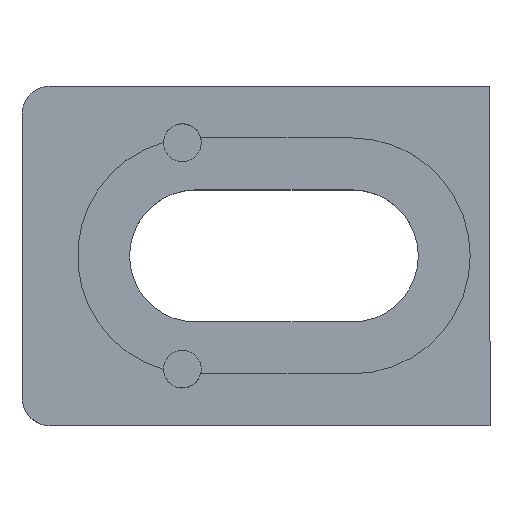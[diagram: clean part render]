
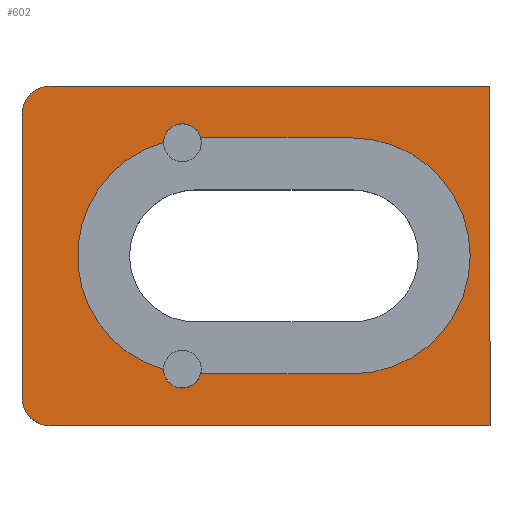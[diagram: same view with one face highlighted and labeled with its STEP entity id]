
A CAD part, top view. The second image highlights one B-rep face of the part: STEP entity #602.
In plain terms, the highlighted planar face has unit normal (0, 0, 1).
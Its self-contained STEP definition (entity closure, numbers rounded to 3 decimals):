
#27 = DIRECTION ( 'NONE',  ( -1., 0., 0. ) ) ;
#35 = CARTESIAN_POINT ( 'NONE',  ( -3.2, -6.25, 5. ) ) ;
#46 = CARTESIAN_POINT ( 'NONE',  ( 12.4, 9., 5. ) ) ;
#50 = ORIENTED_EDGE ( 'NONE', *, *, #838, .F. ) ;
#59 = AXIS2_PLACEMENT_3D ( 'NONE', #656, #1474, #767 ) ;
#66 = VERTEX_POINT ( 'NONE', #1521 ) ;
#71 = EDGE_CURVE ( 'NONE', #384, #66, #1161, .T. ) ;
#88 = ORIENTED_EDGE ( 'NONE', *, *, #733, .T. ) ;
#110 = VERTEX_POINT ( 'NONE', #337 ) ;
#126 = EDGE_LOOP ( 'NONE', ( #833, #88, #1388, #435, #570, #1215 ) ) ;
#133 = CARTESIAN_POINT ( 'NONE',  ( -10.9, 9., 5. ) ) ;
#138 = VERTEX_POINT ( 'NONE', #456 ) ;
#142 = DIRECTION ( 'NONE',  ( 0., 0., 1. ) ) ;
#145 = ORIENTED_EDGE ( 'NONE', *, *, #290, .F. ) ;
#153 = EDGE_CURVE ( 'NONE', #448, #778, #1048, .T. ) ;
#169 = ORIENTED_EDGE ( 'NONE', *, *, #1003, .F. ) ;
#173 = ORIENTED_EDGE ( 'NONE', *, *, #1471, .F. ) ;
#175 = DIRECTION ( 'NONE',  ( 0., 0., 1. ) ) ;
#195 = FACE_BOUND ( 'NONE', #1325, .T. ) ;
#211 = DIRECTION ( 'NONE',  ( 0., -1., 0. ) ) ;
#257 = VECTOR ( 'NONE', #398, 1000. ) ;
#258 = CIRCLE ( 'NONE', #1240, 6.25 ) ;
#286 = CARTESIAN_POINT ( 'NONE',  ( -2.932, 6.25, 5. ) ) ;
#290 = EDGE_CURVE ( 'NONE', #1272, #636, #831, .T. ) ;
#297 = LINE ( 'NONE', #938, #1078 ) ;
#334 = VECTOR ( 'NONE', #1295, 1000. ) ;
#336 = EDGE_CURVE ( 'NONE', #1397, #1200, #468, .T. ) ;
#337 = CARTESIAN_POINT ( 'NONE',  ( -12.4, -7.5, 5. ) ) ;
#350 = DIRECTION ( 'NONE',  ( 0., 1., 0. ) ) ;
#379 = DIRECTION ( 'NONE',  ( -1., 0., 0. ) ) ;
#384 = VERTEX_POINT ( 'NONE', #747 ) ;
#398 = DIRECTION ( 'NONE',  ( 1., 0., 0. ) ) ;
#412 = CARTESIAN_POINT ( 'NONE',  ( -3.9, 6., 5. ) ) ;
#427 = VERTEX_POINT ( 'NONE', #821 ) ;
#435 = ORIENTED_EDGE ( 'NONE', *, *, #1364, .T. ) ;
#439 = CARTESIAN_POINT ( 'NONE',  ( 5.1, 0., 5. ) ) ;
#448 = VERTEX_POINT ( 'NONE', #589 ) ;
#456 = CARTESIAN_POINT ( 'NONE',  ( -12.4, 7.5, 5. ) ) ;
#459 = EDGE_CURVE ( 'NONE', #778, #1397, #297, .T. ) ;
#468 = LINE ( 'NONE', #502, #754 ) ;
#472 = AXIS2_PLACEMENT_3D ( 'NONE', #626, #736, #27 ) ;
#488 = EDGE_CURVE ( 'NONE', #636, #715, #657, .T. ) ;
#502 = CARTESIAN_POINT ( 'NONE',  ( 12.4, 9., 5. ) ) ;
#515 = DIRECTION ( 'NONE',  ( 0., 0., 1. ) ) ;
#538 = DIRECTION ( 'NONE',  ( 1., 0., 0. ) ) ;
#557 = CARTESIAN_POINT ( 'NONE',  ( -3.9, -6., 5. ) ) ;
#566 = DIRECTION ( 'NONE',  ( 1., 0., 0. ) ) ;
#570 = ORIENTED_EDGE ( 'NONE', *, *, #153, .T. ) ;
#575 = LINE ( 'NONE', #1151, #1164 ) ;
#589 = CARTESIAN_POINT ( 'NONE',  ( -10.9, -9., 5. ) ) ;
#602 = ADVANCED_FACE ( 'NONE', ( #195, #1096 ), #1092, .F. ) ;
#615 = AXIS2_PLACEMENT_3D ( 'NONE', #557, #1376, #675 ) ;
#626 = CARTESIAN_POINT ( 'NONE',  ( 12.4, -9., 5. ) ) ;
#636 = VERTEX_POINT ( 'NONE', #1451 ) ;
#656 = CARTESIAN_POINT ( 'NONE',  ( -3.2, 0., 5. ) ) ;
#657 = LINE ( 'NONE', #1415, #334 ) ;
#675 = DIRECTION ( 'NONE',  ( 1., 0., 0. ) ) ;
#680 = ORIENTED_EDGE ( 'NONE', *, *, #71, .F. ) ;
#715 = VERTEX_POINT ( 'NONE', #286 ) ;
#733 = EDGE_CURVE ( 'NONE', #1200, #138, #937, .T. ) ;
#736 = DIRECTION ( 'NONE',  ( 0., 0., -1. ) ) ;
#747 = CARTESIAN_POINT ( 'NONE',  ( -2.932, -6.25, 5. ) ) ;
#754 = VECTOR ( 'NONE', #379, 1000. ) ;
#757 = CARTESIAN_POINT ( 'NONE',  ( 12.4, -9., 5. ) ) ;
#767 = DIRECTION ( 'NONE',  ( 1., 0., 0. ) ) ;
#778 = VERTEX_POINT ( 'NONE', #757 ) ;
#821 = CARTESIAN_POINT ( 'NONE',  ( -4.9, 6.014, 5. ) ) ;
#831 = CIRCLE ( 'NONE', #911, 6.25 ) ;
#833 = ORIENTED_EDGE ( 'NONE', *, *, #336, .T. ) ;
#838 = EDGE_CURVE ( 'NONE', #427, #1159, #1424, .T. ) ;
#851 = CARTESIAN_POINT ( 'NONE',  ( 5.1, 0., 5. ) ) ;
#879 = CARTESIAN_POINT ( 'NONE',  ( -10.9, 7.5, 5. ) ) ;
#911 = AXIS2_PLACEMENT_3D ( 'NONE', #851, #142, #964 ) ;
#937 = CIRCLE ( 'NONE', #950, 1.5 ) ;
#938 = CARTESIAN_POINT ( 'NONE',  ( 12.4, 9., 5. ) ) ;
#944 = CARTESIAN_POINT ( 'NONE',  ( -4.9, -6.014, 5. ) ) ;
#950 = AXIS2_PLACEMENT_3D ( 'NONE', #879, #175, #995 ) ;
#964 = DIRECTION ( 'NONE',  ( 1., 0., 0. ) ) ;
#970 = AXIS2_PLACEMENT_3D ( 'NONE', #1222, #515, #1339 ) ;
#995 = DIRECTION ( 'NONE',  ( -1., 0., 0. ) ) ;
#1003 = EDGE_CURVE ( 'NONE', #1159, #384, #1237, .T. ) ;
#1040 = EDGE_CURVE ( 'NONE', #66, #1272, #258, .T. ) ;
#1044 = EDGE_CURVE ( 'NONE', #138, #110, #575, .T. ) ;
#1048 = LINE ( 'NONE', #1405, #1365 ) ;
#1060 = ORIENTED_EDGE ( 'NONE', *, *, #488, .F. ) ;
#1062 = CIRCLE ( 'NONE', #970, 1.5 ) ;
#1078 = VECTOR ( 'NONE', #350, 1000. ) ;
#1087 = CARTESIAN_POINT ( 'NONE',  ( 11.35, 0., 5. ) ) ;
#1092 = PLANE ( 'NONE',  #472 ) ;
#1096 = FACE_OUTER_BOUND ( 'NONE', #126, .T. ) ;
#1151 = CARTESIAN_POINT ( 'NONE',  ( -12.4, 9., 5. ) ) ;
#1159 = VERTEX_POINT ( 'NONE', #944 ) ;
#1161 = LINE ( 'NONE', #35, #257 ) ;
#1164 = VECTOR ( 'NONE', #211, 1000. ) ;
#1200 = VERTEX_POINT ( 'NONE', #133 ) ;
#1215 = ORIENTED_EDGE ( 'NONE', *, *, #459, .T. ) ;
#1222 = CARTESIAN_POINT ( 'NONE',  ( -10.9, -7.5, 5. ) ) ;
#1237 = CIRCLE ( 'NONE', #615, 1. ) ;
#1240 = AXIS2_PLACEMENT_3D ( 'NONE', #439, #1262, #566 ) ;
#1242 = DIRECTION ( 'NONE',  ( 0., 0., 1. ) ) ;
#1258 = CIRCLE ( 'NONE', #1507, 1. ) ;
#1262 = DIRECTION ( 'NONE',  ( 0., 0., 1. ) ) ;
#1272 = VERTEX_POINT ( 'NONE', #1087 ) ;
#1295 = DIRECTION ( 'NONE',  ( -1., 0., 0. ) ) ;
#1325 = EDGE_LOOP ( 'NONE', ( #169, #50, #173, #1060, #145, #1362, #680 ) ) ;
#1339 = DIRECTION ( 'NONE',  ( -1., 0., 0. ) ) ;
#1362 = ORIENTED_EDGE ( 'NONE', *, *, #1040, .F. ) ;
#1364 = EDGE_CURVE ( 'NONE', #110, #448, #1062, .T. ) ;
#1365 = VECTOR ( 'NONE', #1522, 1000. ) ;
#1376 = DIRECTION ( 'NONE',  ( 0., 0., 1. ) ) ;
#1388 = ORIENTED_EDGE ( 'NONE', *, *, #1044, .T. ) ;
#1397 = VERTEX_POINT ( 'NONE', #46 ) ;
#1405 = CARTESIAN_POINT ( 'NONE',  ( 12.4, -9., 5. ) ) ;
#1415 = CARTESIAN_POINT ( 'NONE',  ( -3.2, 6.25, 5. ) ) ;
#1424 = CIRCLE ( 'NONE', #59, 6.25 ) ;
#1451 = CARTESIAN_POINT ( 'NONE',  ( 5.1, 6.25, 5. ) ) ;
#1471 = EDGE_CURVE ( 'NONE', #715, #427, #1258, .T. ) ;
#1474 = DIRECTION ( 'NONE',  ( 0., 0., 1. ) ) ;
#1507 = AXIS2_PLACEMENT_3D ( 'NONE', #412, #1242, #538 ) ;
#1521 = CARTESIAN_POINT ( 'NONE',  ( 5.1, -6.25, 5. ) ) ;
#1522 = DIRECTION ( 'NONE',  ( 1., 0., 0. ) ) ;
